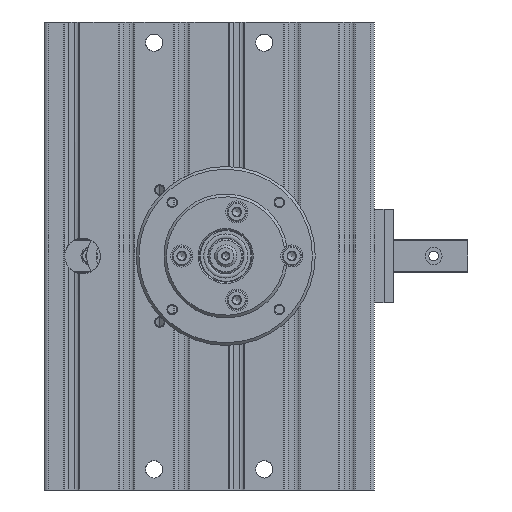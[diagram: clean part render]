
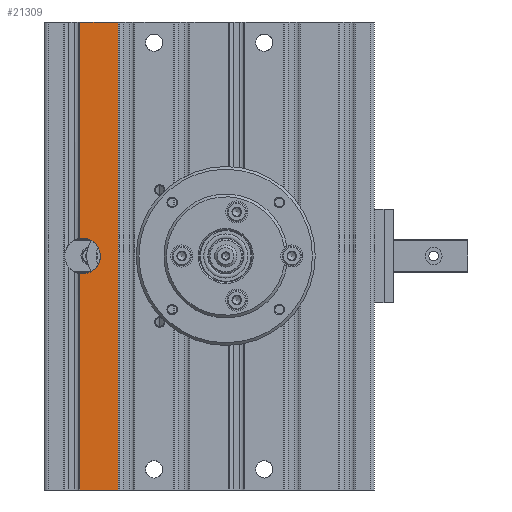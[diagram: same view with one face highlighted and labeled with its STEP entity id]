
A CAD part, left-side view. The second image highlights one B-rep face of the part: STEP entity #21309.
In plain terms, the highlighted planar face has unit normal (-1, 0, 0).
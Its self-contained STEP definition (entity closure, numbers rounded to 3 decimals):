
#1320=LINE('',#32449,#3079);
#1321=LINE('',#32456,#3080);
#1516=LINE('',#33513,#3275);
#1517=LINE('',#33515,#3276);
#1518=LINE('',#33517,#3277);
#3079=VECTOR('',#25605,1000.);
#3080=VECTOR('',#25608,1000.);
#3275=VECTOR('',#26239,1000.);
#3276=VECTOR('',#26240,1000.);
#3277=VECTOR('',#26241,1000.);
#5392=ORIENTED_EDGE('',*,*,#11212,.F.);
#5393=ORIENTED_EDGE('',*,*,#10846,.T.);
#5394=ORIENTED_EDGE('',*,*,#11213,.T.);
#5395=ORIENTED_EDGE('',*,*,#11214,.F.);
#5396=ORIENTED_EDGE('',*,*,#11215,.F.);
#5397=ORIENTED_EDGE('',*,*,#10848,.T.);
#10846=EDGE_CURVE('',#13793,#13794,#1320,.T.);
#10848=EDGE_CURVE('',#13796,#13795,#1321,.T.);
#11212=EDGE_CURVE('',#13793,#13795,#15891,.F.);
#11213=EDGE_CURVE('',#13794,#14067,#1516,.T.);
#11214=EDGE_CURVE('',#14068,#14067,#1517,.T.);
#11215=EDGE_CURVE('',#13796,#14068,#1518,.T.);
#13793=VERTEX_POINT('',#32446);
#13794=VERTEX_POINT('',#32448);
#13795=VERTEX_POINT('',#32455);
#13796=VERTEX_POINT('',#32457);
#14067=VERTEX_POINT('',#33514);
#14068=VERTEX_POINT('',#33516);
#15891=CIRCLE('',#23260,6.5);
#16886=EDGE_LOOP('',(#5392,#5393,#5394,#5395,#5396,#5397));
#18747=FACE_BOUND('',#16886,.T.);
#20529=PLANE('',#23259);
#21309=ADVANCED_FACE('',(#18747),#20529,.F.);
#23259=AXIS2_PLACEMENT_3D('',#33511,#26235,#26236);
#23260=AXIS2_PLACEMENT_3D('',#33512,#26237,#26238);
#25605=DIRECTION('',(0.,0.,-1.));
#25608=DIRECTION('',(0.,0.,-1.));
#26235=DIRECTION('',(1.,0.,0.));
#26236=DIRECTION('',(0.,1.,0.));
#26237=DIRECTION('',(1.,0.,0.));
#26238=DIRECTION('',(0.,1.,0.));
#26239=DIRECTION('',(0.,-1.,0.));
#26240=DIRECTION('',(0.,0.,-1.));
#26241=DIRECTION('',(0.,-1.,0.));
#32446=CARTESIAN_POINT('',(0.,47.,-6.423));
#32448=CARTESIAN_POINT('',(0.,47.,-85.));
#32449=CARTESIAN_POINT('',(0.,47.,85.));
#32455=CARTESIAN_POINT('',(0.,47.,6.423));
#32456=CARTESIAN_POINT('',(0.,47.,85.));
#32457=CARTESIAN_POINT('',(0.,47.,85.));
#33511=CARTESIAN_POINT('',(0.,47.,85.));
#33512=CARTESIAN_POINT('',(0.,46.,0.));
#33513=CARTESIAN_POINT('',(0.,47.,-85.));
#33514=CARTESIAN_POINT('',(0.,33.,-85.));
#33515=CARTESIAN_POINT('',(0.,33.,85.));
#33516=CARTESIAN_POINT('',(0.,33.,85.));
#33517=CARTESIAN_POINT('',(0.,47.,85.));
